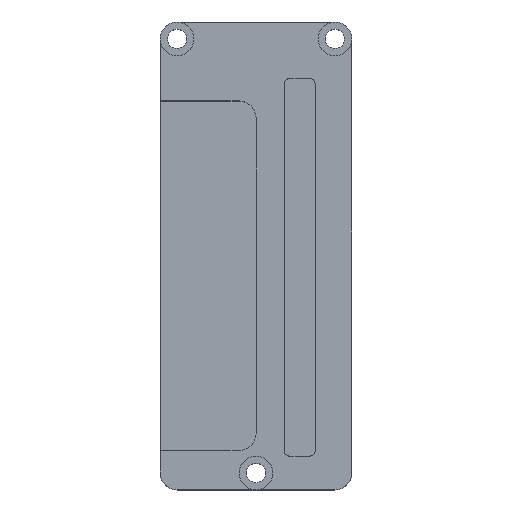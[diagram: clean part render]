
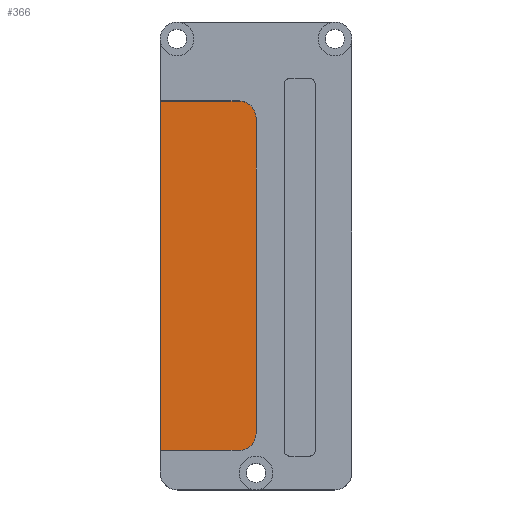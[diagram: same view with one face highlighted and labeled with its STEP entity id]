
A CAD part, top view. The second image highlights one B-rep face of the part: STEP entity #366.
In plain terms, the highlighted planar face has unit normal (0, 0, 1).
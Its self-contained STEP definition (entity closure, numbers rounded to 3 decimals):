
#7 = DIRECTION ( 'NONE',  ( 0., 0., 1. ) ) ;
#22 = VECTOR ( 'NONE', #604, 1000. ) ;
#27 = VECTOR ( 'NONE', #1123, 1000. ) ;
#53 = VECTOR ( 'NONE', #754, 1000. ) ;
#59 = VERTEX_POINT ( 'NONE', #629 ) ;
#151 = DIRECTION ( 'NONE',  ( 0., 0., 1. ) ) ;
#158 = CARTESIAN_POINT ( 'NONE',  ( 14., 69., 2. ) ) ;
#173 = EDGE_LOOP ( 'NONE', ( #541, #914, #1026, #1128, #1002, #920 ) ) ;
#190 = DIRECTION ( 'NONE',  ( -1., 0., 0. ) ) ;
#208 = CARTESIAN_POINT ( 'NONE',  ( 14., 69., 2. ) ) ;
#224 = LINE ( 'NONE', #1103, #22 ) ;
#261 = DIRECTION ( 'NONE',  ( 0., 1., 0. ) ) ;
#307 = DIRECTION ( 'NONE',  ( 0., 0., -1. ) ) ;
#326 = AXIS2_PLACEMENT_3D ( 'NONE', #727, #151, #442 ) ;
#366 = ADVANCED_FACE ( 'NONE', ( #576 ), #1180, .F. ) ;
#442 = DIRECTION ( 'NONE',  ( -1., 0., 0. ) ) ;
#490 = EDGE_CURVE ( 'NONE', #844, #701, #539, .T. ) ;
#496 = CARTESIAN_POINT ( 'NONE',  ( 14., 10., 2. ) ) ;
#539 = LINE ( 'NONE', #745, #991 ) ;
#541 = ORIENTED_EDGE ( 'NONE', *, *, #808, .T. ) ;
#548 = VERTEX_POINT ( 'NONE', #208 ) ;
#576 = FACE_OUTER_BOUND ( 'NONE', #173, .T. ) ;
#587 = EDGE_CURVE ( 'NONE', #1096, #844, #1081, .T. ) ;
#604 = DIRECTION ( 'NONE',  ( 0., -1., 0. ) ) ;
#629 = CARTESIAN_POINT ( 'NONE',  ( 0., 7., 2. ) ) ;
#648 = CIRCLE ( 'NONE', #326, 3. ) ;
#701 = VERTEX_POINT ( 'NONE', #1243 ) ;
#723 = CARTESIAN_POINT ( 'NONE',  ( 14., 7., 2. ) ) ;
#727 = CARTESIAN_POINT ( 'NONE',  ( 14., 66., 2. ) ) ;
#745 = CARTESIAN_POINT ( 'NONE',  ( 17., 66., 2. ) ) ;
#754 = DIRECTION ( 'NONE',  ( -1., 0., 0. ) ) ;
#795 = AXIS2_PLACEMENT_3D ( 'NONE', #878, #7, #1082 ) ;
#804 = CARTESIAN_POINT ( 'NONE',  ( 17., 10., 2. ) ) ;
#808 = EDGE_CURVE ( 'NONE', #899, #59, #224, .T. ) ;
#844 = VERTEX_POINT ( 'NONE', #804 ) ;
#878 = CARTESIAN_POINT ( 'NONE',  ( 14., 10., 2. ) ) ;
#899 = VERTEX_POINT ( 'NONE', #995 ) ;
#914 = ORIENTED_EDGE ( 'NONE', *, *, #979, .T. ) ;
#920 = ORIENTED_EDGE ( 'NONE', *, *, #1113, .T. ) ;
#941 = CARTESIAN_POINT ( 'NONE',  ( 14., 7., 2. ) ) ;
#979 = EDGE_CURVE ( 'NONE', #59, #1096, #1219, .T. ) ;
#991 = VECTOR ( 'NONE', #261, 1000. ) ;
#995 = CARTESIAN_POINT ( 'NONE',  ( 0., 69., 2. ) ) ;
#1002 = ORIENTED_EDGE ( 'NONE', *, *, #1034, .T. ) ;
#1026 = ORIENTED_EDGE ( 'NONE', *, *, #587, .T. ) ;
#1034 = EDGE_CURVE ( 'NONE', #701, #548, #648, .T. ) ;
#1081 = CIRCLE ( 'NONE', #795, 3. ) ;
#1082 = DIRECTION ( 'NONE',  ( -1., 0., 0. ) ) ;
#1096 = VERTEX_POINT ( 'NONE', #941 ) ;
#1103 = CARTESIAN_POINT ( 'NONE',  ( 0., 69., 2. ) ) ;
#1113 = EDGE_CURVE ( 'NONE', #548, #899, #1239, .T. ) ;
#1123 = DIRECTION ( 'NONE',  ( 1., 0., 0. ) ) ;
#1128 = ORIENTED_EDGE ( 'NONE', *, *, #490, .T. ) ;
#1147 = AXIS2_PLACEMENT_3D ( 'NONE', #496, #307, #190 ) ;
#1180 = PLANE ( 'NONE',  #1147 ) ;
#1219 = LINE ( 'NONE', #723, #27 ) ;
#1239 = LINE ( 'NONE', #158, #53 ) ;
#1243 = CARTESIAN_POINT ( 'NONE',  ( 17., 66., 2. ) ) ;
